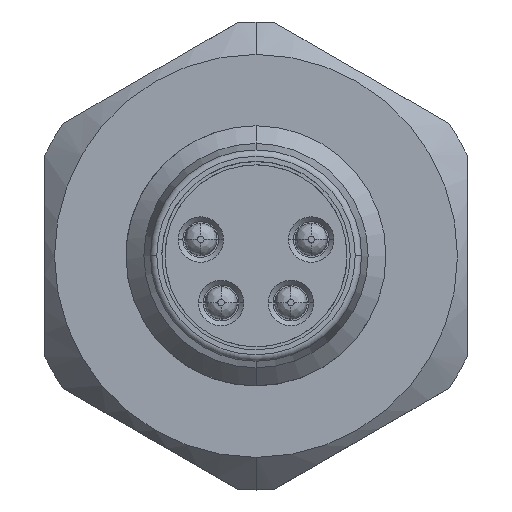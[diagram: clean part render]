
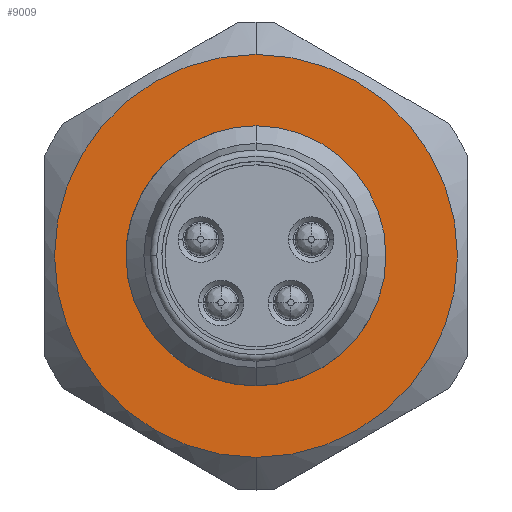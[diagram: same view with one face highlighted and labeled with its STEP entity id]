
A CAD part, top view. The second image highlights one B-rep face of the part: STEP entity #9009.
In plain terms, the highlighted planar face has unit normal (0, 0, 1).
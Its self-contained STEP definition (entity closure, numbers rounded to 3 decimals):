
#7979=AXIS2_PLACEMENT_3D('Circle Axis2P3D',#7977,#7978,$) ;
#8032=AXIS2_PLACEMENT_3D('Circle Axis2P3D',#8030,#8031,$) ;
#8985=AXIS2_PLACEMENT_3D('Plane Axis2P3D',#8982,#8983,#8984) ;
#8993=AXIS2_PLACEMENT_3D('Circle Axis2P3D',#8991,#8992,$) ;
#9002=AXIS2_PLACEMENT_3D('Circle Axis2P3D',#9000,#9001,$) ;
#7974=CARTESIAN_POINT('Vertex',(6.5,0.978,17.85)) ;
#7977=CARTESIAN_POINT('Axis2P3D Location',(6.5,7.178,17.85)) ;
#7981=CARTESIAN_POINT('Vertex',(6.5,13.378,17.85)) ;
#8030=CARTESIAN_POINT('Axis2P3D Location',(6.5,7.178,17.85)) ;
#8982=CARTESIAN_POINT('Axis2P3D Location',(6.5,2.078,17.85)) ;
#8991=CARTESIAN_POINT('Axis2P3D Location',(6.5,7.178,17.85)) ;
#8995=CARTESIAN_POINT('Vertex',(6.5,11.178,17.85)) ;
#8997=CARTESIAN_POINT('Vertex',(6.5,3.178,17.85)) ;
#9000=CARTESIAN_POINT('Axis2P3D Location',(6.5,7.178,17.85)) ;
#7978=DIRECTION('Axis2P3D Direction',(0.,0.,-1.)) ;
#8031=DIRECTION('Axis2P3D Direction',(0.,0.,-1.)) ;
#8983=DIRECTION('Axis2P3D Direction',(0.,0.,1.)) ;
#8984=DIRECTION('Axis2P3D XDirection',(1.,0.,0.)) ;
#8992=DIRECTION('Axis2P3D Direction',(0.,0.,1.)) ;
#9001=DIRECTION('Axis2P3D Direction',(0.,0.,1.)) ;
#8988=ORIENTED_EDGE('',*,*,#8034,.T.) ;
#8989=ORIENTED_EDGE('',*,*,#7983,.T.) ;
#9006=ORIENTED_EDGE('',*,*,#8999,.F.) ;
#9007=ORIENTED_EDGE('',*,*,#9004,.F.) ;
#9008=FACE_BOUND('',#9005,.T.) ;
#9009=ADVANCED_FACE('V1',(#8990,#9008),#8986,.T.) ;
#7980=CIRCLE('generated circle',#7979,6.2) ;
#8033=CIRCLE('generated circle',#8032,6.2) ;
#8994=CIRCLE('generated circle',#8993,4.) ;
#9003=CIRCLE('generated circle',#9002,4.) ;
#7983=EDGE_CURVE('',#7982,#7975,#7980,.F.) ;
#8034=EDGE_CURVE('',#7975,#7982,#8033,.F.) ;
#8999=EDGE_CURVE('',#8996,#8998,#8994,.T.) ;
#9004=EDGE_CURVE('',#8998,#8996,#9003,.T.) ;
#8987=EDGE_LOOP('',(#8988,#8989)) ;
#9005=EDGE_LOOP('',(#9006,#9007)) ;
#8990=FACE_OUTER_BOUND('',#8987,.T.) ;
#8986=PLANE('',#8985) ;
#7975=VERTEX_POINT('',#7974) ;
#7982=VERTEX_POINT('',#7981) ;
#8996=VERTEX_POINT('',#8995) ;
#8998=VERTEX_POINT('',#8997) ;
